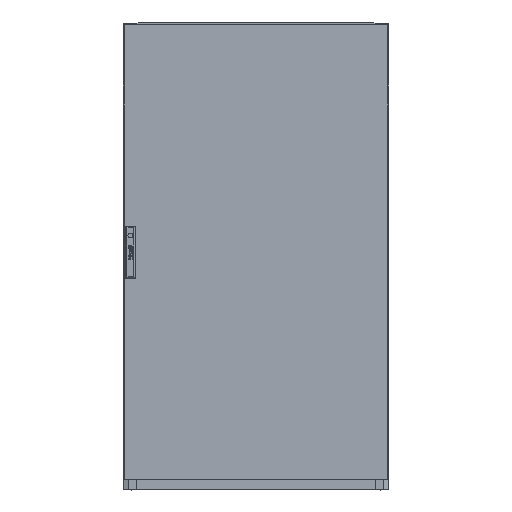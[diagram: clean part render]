
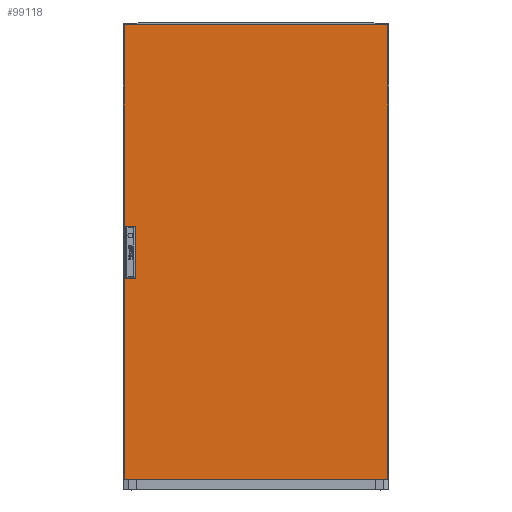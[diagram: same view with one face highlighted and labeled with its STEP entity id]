
A CAD part, top view. The second image highlights one B-rep face of the part: STEP entity #99118.
In plain terms, the highlighted planar face has unit normal (0, 0, 1).
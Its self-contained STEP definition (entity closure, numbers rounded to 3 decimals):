
#6979 = DIRECTION ( 'NONE',  ( 0., 0., 1. ) ) ;
#10079 = VERTEX_POINT ( 'NONE', #108140 ) ;
#14020 = CARTESIAN_POINT ( 'NONE',  ( -397., -683.5, 0. ) ) ;
#14187 = LINE ( 'NONE', #16643, #34905 ) ;
#14769 = ORIENTED_EDGE ( 'NONE', *, *, #68900, .T. ) ;
#14935 = VERTEX_POINT ( 'NONE', #14020 ) ;
#16643 = CARTESIAN_POINT ( 'NONE',  ( -397., -683.5, 0. ) ) ;
#18416 = CARTESIAN_POINT ( 'NONE',  ( 397., 683.5, 0. ) ) ;
#18988 = CARTESIAN_POINT ( 'NONE',  ( -363., 78.5, 0. ) ) ;
#19415 = VERTEX_POINT ( 'NONE', #49880 ) ;
#21323 = EDGE_LOOP ( 'NONE', ( #51699, #14769, #82730, #26965 ) ) ;
#21729 = LINE ( 'NONE', #104762, #66019 ) ;
#22696 = EDGE_CURVE ( 'NONE', #28356, #89419, #104597, .T. ) ;
#23300 = LINE ( 'NONE', #33654, #64796 ) ;
#26965 = ORIENTED_EDGE ( 'NONE', *, *, #70413, .F. ) ;
#27950 = DIRECTION ( 'NONE',  ( -1., 0., 0. ) ) ;
#28356 = VERTEX_POINT ( 'NONE', #18416 ) ;
#29220 = CARTESIAN_POINT ( 'NONE',  ( -397., 683.5, 0. ) ) ;
#33654 = CARTESIAN_POINT ( 'NONE',  ( -397., 683.5, 0. ) ) ;
#34672 = LINE ( 'NONE', #55278, #102513 ) ;
#34878 = AXIS2_PLACEMENT_3D ( 'NONE', #42927, #6979, #113742 ) ;
#34905 = VECTOR ( 'NONE', #43223, 1000. ) ;
#38179 = DIRECTION ( 'NONE',  ( 0., 1., 0. ) ) ;
#42510 = DIRECTION ( 'NONE',  ( 0., -1., 0. ) ) ;
#42927 = CARTESIAN_POINT ( 'NONE',  ( 0., 0., 0. ) ) ;
#43223 = DIRECTION ( 'NONE',  ( 1., 0., 0. ) ) ;
#45859 = CARTESIAN_POINT ( 'NONE',  ( -363., 0., 0. ) ) ;
#46456 = CARTESIAN_POINT ( 'NONE',  ( 397., -683.5, 0. ) ) ;
#49880 = CARTESIAN_POINT ( 'NONE',  ( -363., -78.5, 0. ) ) ;
#50257 = FACE_OUTER_BOUND ( 'NONE', #53013, .T. ) ;
#51008 = EDGE_CURVE ( 'NONE', #78172, #91156, #69844, .T. ) ;
#51699 = ORIENTED_EDGE ( 'NONE', *, *, #51008, .T. ) ;
#51874 = PLANE ( 'NONE',  #34878 ) ;
#53013 = EDGE_LOOP ( 'NONE', ( #56738, #84037, #67959, #112986 ) ) ;
#54784 = DIRECTION ( 'NONE',  ( 0., -1., 0. ) ) ;
#55278 = CARTESIAN_POINT ( 'NONE',  ( 397., 683.5, 0. ) ) ;
#56738 = ORIENTED_EDGE ( 'NONE', *, *, #113950, .T. ) ;
#64796 = VECTOR ( 'NONE', #42510, 1000. ) ;
#66019 = VECTOR ( 'NONE', #69972, 1000. ) ;
#67959 = ORIENTED_EDGE ( 'NONE', *, *, #77788, .T. ) ;
#68900 = EDGE_CURVE ( 'NONE', #91156, #19415, #80082, .T. ) ;
#68907 = CARTESIAN_POINT ( 'NONE',  ( -393.4, 78.5, 0. ) ) ;
#69716 = VECTOR ( 'NONE', #96594, 1000. ) ;
#69844 = LINE ( 'NONE', #68907, #90495 ) ;
#69972 = DIRECTION ( 'NONE',  ( 1., 0., 0. ) ) ;
#70367 = CARTESIAN_POINT ( 'NONE',  ( -393.4, 0., 0. ) ) ;
#70413 = EDGE_CURVE ( 'NONE', #78172, #10079, #93197, .T. ) ;
#73836 = FACE_BOUND ( 'NONE', #21323, .T. ) ;
#76640 = EDGE_CURVE ( 'NONE', #10079, #19415, #21729, .T. ) ;
#77325 = VECTOR ( 'NONE', #54784, 1000. ) ;
#77788 = EDGE_CURVE ( 'NONE', #89419, #14935, #23300, .T. ) ;
#78172 = VERTEX_POINT ( 'NONE', #94331 ) ;
#80082 = LINE ( 'NONE', #45859, #77325 ) ;
#81024 = VECTOR ( 'NONE', #27950, 1000. ) ;
#82730 = ORIENTED_EDGE ( 'NONE', *, *, #76640, .F. ) ;
#84037 = ORIENTED_EDGE ( 'NONE', *, *, #22696, .T. ) ;
#85570 = EDGE_CURVE ( 'NONE', #14935, #96759, #14187, .T. ) ;
#89419 = VERTEX_POINT ( 'NONE', #29220 ) ;
#90495 = VECTOR ( 'NONE', #104858, 1000. ) ;
#91156 = VERTEX_POINT ( 'NONE', #18988 ) ;
#93197 = LINE ( 'NONE', #70367, #69716 ) ;
#94331 = CARTESIAN_POINT ( 'NONE',  ( -393.4, 78.5, 0. ) ) ;
#96594 = DIRECTION ( 'NONE',  ( 0., -1., 0. ) ) ;
#96759 = VERTEX_POINT ( 'NONE', #46456 ) ;
#99118 = ADVANCED_FACE ( 'NONE', ( #73836, #50257 ), #51874, .T. ) ;
#102513 = VECTOR ( 'NONE', #38179, 1000. ) ;
#104597 = LINE ( 'NONE', #107259, #81024 ) ;
#104762 = CARTESIAN_POINT ( 'NONE',  ( -393.4, -78.5, 0. ) ) ;
#104858 = DIRECTION ( 'NONE',  ( 1., 0., 0. ) ) ;
#107259 = CARTESIAN_POINT ( 'NONE',  ( -397., 683.5, 0. ) ) ;
#108140 = CARTESIAN_POINT ( 'NONE',  ( -393.4, -78.5, 0. ) ) ;
#112986 = ORIENTED_EDGE ( 'NONE', *, *, #85570, .T. ) ;
#113742 = DIRECTION ( 'NONE',  ( 1., 0., 0. ) ) ;
#113950 = EDGE_CURVE ( 'NONE', #96759, #28356, #34672, .T. ) ;
